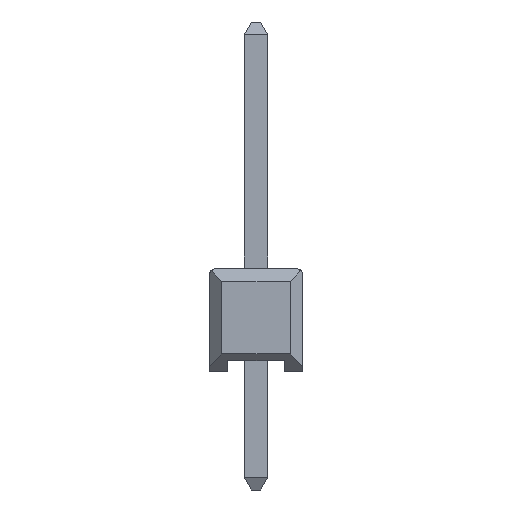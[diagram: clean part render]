
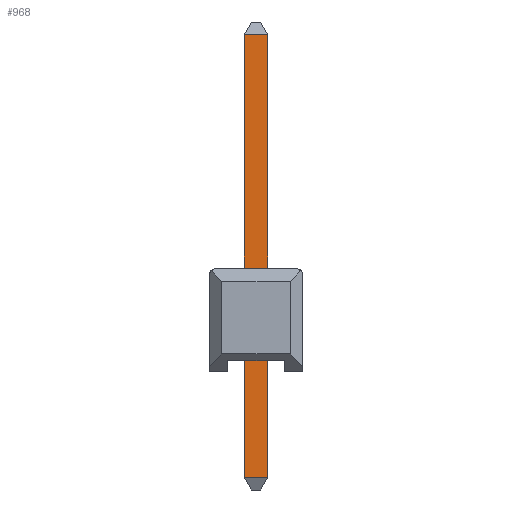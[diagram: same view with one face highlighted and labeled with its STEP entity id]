
A CAD part, left-side view. The second image highlights one B-rep face of the part: STEP entity #968.
In plain terms, the highlighted planar face has unit normal (-1, 0, 0).
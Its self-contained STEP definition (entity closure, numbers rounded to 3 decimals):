
#968=ADVANCED_FACE('',(#1474),#17337,.T.);
#1474=FACE_OUTER_BOUND('',#2008,.T.);
#2008=EDGE_LOOP('',(#4503,#4504,#4505,#4506));
#4503=ORIENTED_EDGE('',*,*,#12217,.T.);
#4504=ORIENTED_EDGE('',*,*,#12216,.F.);
#4505=ORIENTED_EDGE('',*,*,#12218,.T.);
#4506=ORIENTED_EDGE('',*,*,#12207,.F.);
#7019=PCURVE('',#16896,#9547);
#7030=PCURVE('',#16897,#9558);
#7031=PCURVE('',#17337,#9559);
#7032=PCURVE('',#17337,#9560);
#7033=PCURVE('',#17337,#9561);
#7034=PCURVE('',#17337,#9562);
#7052=PCURVE('',#17342,#9580);
#7065=PCURVE('',#17345,#9593);
#9547=DEFINITIONAL_REPRESENTATION('',(#15942),#30048);
#9558=DEFINITIONAL_REPRESENTATION('',(#15962),#30048);
#9559=DEFINITIONAL_REPRESENTATION('',(#15964),#30048);
#9560=DEFINITIONAL_REPRESENTATION('',(#15965),#30048);
#9561=DEFINITIONAL_REPRESENTATION('',(#15967),#30048);
#9562=DEFINITIONAL_REPRESENTATION('',(#15968),#30048);
#9580=DEFINITIONAL_REPRESENTATION('',(#15994),#30048);
#9593=DEFINITIONAL_REPRESENTATION('',(#16014),#30048);
#10891=SURFACE_CURVE('',#15941,(#7019,#7034),.PCURVE_S1.);
#10900=SURFACE_CURVE('',#15961,(#7030,#7032),.PCURVE_S1.);
#10901=SURFACE_CURVE('',#15963,(#7031,#7052),.PCURVE_S1.);
#10902=SURFACE_CURVE('',#15966,(#7033,#7065),.PCURVE_S1.);
#12207=EDGE_CURVE('',#16856,#16854,#10891,.T.);
#12216=EDGE_CURVE('',#16860,#16861,#10900,.T.);
#12217=EDGE_CURVE('',#16856,#16861,#10901,.T.);
#12218=EDGE_CURVE('',#16860,#16854,#10902,.T.);
#15941=B_SPLINE_CURVE_WITH_KNOTS('',1,(#29520,#29521),.UNSPECIFIED.,.F.,
 .F.,(2,2),(-20.383,-11.156),.UNSPECIFIED.);
#15942=B_SPLINE_CURVE_WITH_KNOTS('',1,(#29522,#29523),.UNSPECIFIED.,.F.,
 .F.,(2,2),(-20.383,-11.156),.UNSPECIFIED.);
#15961=B_SPLINE_CURVE_WITH_KNOTS('',1,(#29566,#29567),.UNSPECIFIED.,.F.,
 .F.,(2,2),(-10.526,-1.298),.UNSPECIFIED.);
#15962=B_SPLINE_CURVE_WITH_KNOTS('',1,(#29568,#29569),.UNSPECIFIED.,.F.,
 .F.,(2,2),(-10.526,-1.298),.UNSPECIFIED.);
#15963=B_SPLINE_CURVE_WITH_KNOTS('',1,(#29570,#29571),.UNSPECIFIED.,.F.,
 .F.,(2,2),(0.,0.63),.UNSPECIFIED.);
#15964=B_SPLINE_CURVE_WITH_KNOTS('',1,(#29572,#29573),.UNSPECIFIED.,.F.,
 .F.,(2,2),(0.,0.63),.UNSPECIFIED.);
#15965=B_SPLINE_CURVE_WITH_KNOTS('',1,(#29574,#29575),.UNSPECIFIED.,.F.,
 .F.,(2,2),(-10.526,-1.298),.UNSPECIFIED.);
#15966=B_SPLINE_CURVE_WITH_KNOTS('',1,(#29576,#29577),.UNSPECIFIED.,.F.,
 .F.,(2,2),(10.526,11.156),.UNSPECIFIED.);
#15967=B_SPLINE_CURVE_WITH_KNOTS('',1,(#29578,#29579),.UNSPECIFIED.,.F.,
 .F.,(2,2),(10.526,11.156),.UNSPECIFIED.);
#15968=B_SPLINE_CURVE_WITH_KNOTS('',1,(#29580,#29581),.UNSPECIFIED.,.F.,
 .F.,(2,2),(-20.383,-11.156),.UNSPECIFIED.);
#15994=B_SPLINE_CURVE_WITH_KNOTS('',1,(#29632,#29633),.UNSPECIFIED.,.F.,
 .F.,(2,2),(0.,0.63),.UNSPECIFIED.);
#16014=B_SPLINE_CURVE_WITH_KNOTS('',1,(#29672,#29673),.UNSPECIFIED.,.F.,
 .F.,(2,2),(10.526,11.156),.UNSPECIFIED.);
#16854=VERTEX_POINT('',#29504);
#16856=VERTEX_POINT('',#29506);
#16860=VERTEX_POINT('',#29510);
#16861=VERTEX_POINT('',#29511);
#16896=B_SPLINE_SURFACE_WITH_KNOTS('',1,1,((#29484,#29485),(#29486,#29487)),
 .UNSPECIFIED.,.F.,.F.,.F.,(2,2),(2,2),(-9.358,0.093),
(-0.64,0.01),.UNSPECIFIED.);
#16897=B_SPLINE_SURFACE_WITH_KNOTS('',1,1,((#29489,#29490),(#29491,#29492)),
 .UNSPECIFIED.,.F.,.F.,.F.,(2,2),(2,2),(-0.64,0.01),(-9.358,
0.093),.UNSPECIFIED.);
#17337=PLANE('',#17807);
#17342=PLANE('',#17812);
#17345=PLANE('',#17815);
#17807=AXIS2_PLACEMENT_3D('',#29493,#18262,$);
#17812=AXIS2_PLACEMENT_3D('',#29498,#18267,$);
#17815=AXIS2_PLACEMENT_3D('',#29501,#18270,$);
#18262=DIRECTION('',(-1.,0.,0.));
#18267=DIRECTION('',(-0.873,0.,0.488));
#18270=DIRECTION('',(-0.873,0.,-0.487));
#29484=CARTESIAN_POINT('',(-0.325,-0.315,9.326));
#29485=CARTESIAN_POINT('',(0.325,-0.315,9.326));
#29486=CARTESIAN_POINT('',(-0.325,-0.315,-2.981));
#29487=CARTESIAN_POINT('',(0.325,-0.315,-2.981));
#29489=CARTESIAN_POINT('',(-0.325,0.315,9.326));
#29490=CARTESIAN_POINT('',(-0.325,0.315,-2.981));
#29491=CARTESIAN_POINT('',(0.325,0.315,9.326));
#29492=CARTESIAN_POINT('',(0.325,0.315,-2.981));
#29493=CARTESIAN_POINT('',(-0.315,-0.325,9.326));
#29498=CARTESIAN_POINT('',(-0.12,-0.325,9.504));
#29501=CARTESIAN_POINT('',(-0.12,-0.325,-3.209));
#29504=CARTESIAN_POINT('',(-0.315,-0.315,-2.86));
#29506=CARTESIAN_POINT('',(-0.315,-0.315,9.156));
#29510=CARTESIAN_POINT('',(-0.315,0.315,-2.86));
#29511=CARTESIAN_POINT('',(-0.315,0.315,9.156));
#29520=CARTESIAN_POINT('',(-0.315,-0.315,9.156));
#29521=CARTESIAN_POINT('',(-0.315,-0.315,-2.86));
#29522=CARTESIAN_POINT('',(-9.227,-0.63));
#29523=CARTESIAN_POINT('',(0.,-0.63));
#29566=CARTESIAN_POINT('',(-0.315,0.315,-2.86));
#29567=CARTESIAN_POINT('',(-0.315,0.315,9.156));
#29568=CARTESIAN_POINT('',(-0.63,0.));
#29569=CARTESIAN_POINT('',(-0.63,-9.227));
#29570=CARTESIAN_POINT('',(-0.315,-0.315,9.156));
#29571=CARTESIAN_POINT('',(-0.315,0.315,9.156));
#29572=CARTESIAN_POINT('',(0.,0.038));
#29573=CARTESIAN_POINT('',(0.63,0.038));
#29574=CARTESIAN_POINT('',(0.63,9.266));
#29575=CARTESIAN_POINT('',(0.63,0.038));
#29576=CARTESIAN_POINT('',(-0.315,0.315,-2.86));
#29577=CARTESIAN_POINT('',(-0.315,-0.315,-2.86));
#29578=CARTESIAN_POINT('',(0.63,9.266));
#29579=CARTESIAN_POINT('',(0.,9.266));
#29580=CARTESIAN_POINT('',(0.,0.038));
#29581=CARTESIAN_POINT('',(0.,9.266));
#29632=CARTESIAN_POINT('',(-0.44,0.39));
#29633=CARTESIAN_POINT('',(0.19,0.39));
#29672=CARTESIAN_POINT('',(0.389,0.19));
#29673=CARTESIAN_POINT('',(0.389,-0.44));
#30048=(
GEOMETRIC_REPRESENTATION_CONTEXT(2)
PARAMETRIC_REPRESENTATION_CONTEXT()
REPRESENTATION_CONTEXT('pspace','')
);
